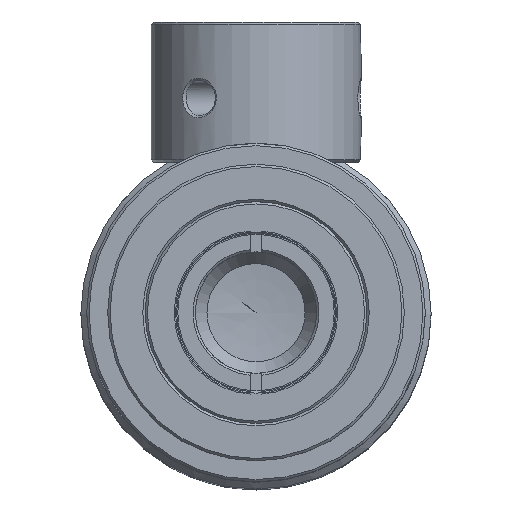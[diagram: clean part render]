
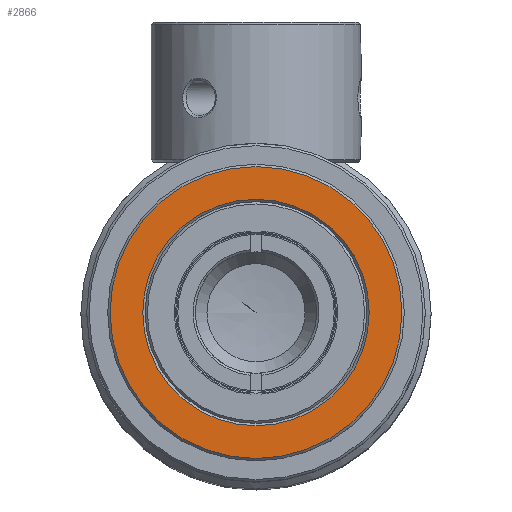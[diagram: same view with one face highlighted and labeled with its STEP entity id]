
A CAD part, top view. The second image highlights one B-rep face of the part: STEP entity #2866.
In plain terms, the highlighted planar face has unit normal (0, 0, 1).
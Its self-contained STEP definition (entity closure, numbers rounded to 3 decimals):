
#2866=ADVANCED_FACE('',(#3500,#3501),#3135,.T.);
#3135=PLANE('',#9624);
#3500=FACE_BOUND('',#4275,.T.);
#3501=FACE_BOUND('',#4276,.T.);
#4275=EDGE_LOOP('',(#6543));
#4276=EDGE_LOOP('',(#6544));
#6543=ORIENTED_EDGE('',*,*,#8664,.T.);
#6544=ORIENTED_EDGE('',*,*,#8665,.T.);
#7512=VERTEX_POINT('',#18077);
#7513=VERTEX_POINT('',#18079);
#8664=EDGE_CURVE('',#7512,#7512,#8993,.T.);
#8665=EDGE_CURVE('',#7513,#7513,#8994,.T.);
#8993=CIRCLE('',#9622,9.7);
#8994=CIRCLE('',#9623,12.5);
#9622=AXIS2_PLACEMENT_3D('',#18076,#11419,#11420);
#9623=AXIS2_PLACEMENT_3D('',#18078,#11421,#11422);
#9624=AXIS2_PLACEMENT_3D('',#18080,#11423,#11424);
#11419=DIRECTION('',(0.,0.,-1.));
#11420=DIRECTION('',(0.,-1.,0.));
#11421=DIRECTION('',(0.,0.,1.));
#11422=DIRECTION('',(0.,-1.,0.));
#11423=DIRECTION('',(0.,0.,1.));
#11424=DIRECTION('',(0.,-1.,0.));
#18076=CARTESIAN_POINT('',(0.,0.,113.257));
#18077=CARTESIAN_POINT('',(0.,-9.7,113.257));
#18078=CARTESIAN_POINT('',(0.,0.,113.257));
#18079=CARTESIAN_POINT('',(0.,-12.5,113.257));
#18080=CARTESIAN_POINT('',(0.,12.7,113.257));
